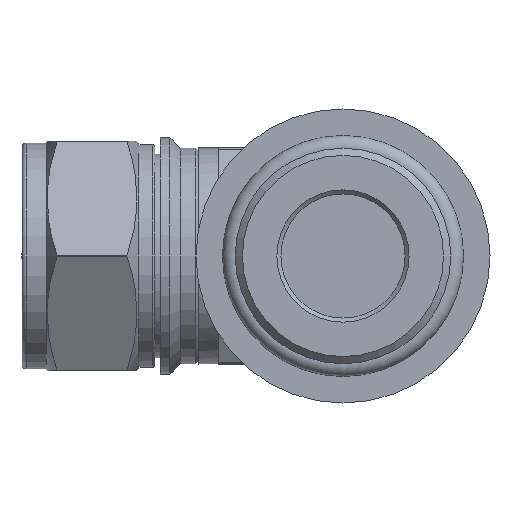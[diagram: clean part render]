
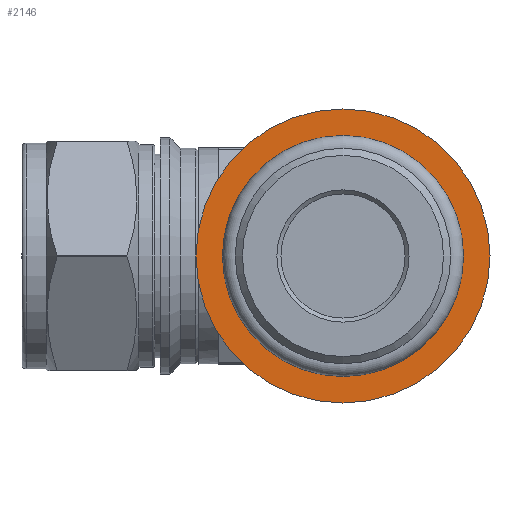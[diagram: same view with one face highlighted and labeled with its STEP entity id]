
A CAD part, front view. The second image highlights one B-rep face of the part: STEP entity #2146.
In plain terms, the highlighted planar face has unit normal (0, -1, 0).
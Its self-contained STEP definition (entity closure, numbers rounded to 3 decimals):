
#59=FACE_BOUND('',#719,.T.);
#460=PLANE('',#2393);
#568=FACE_OUTER_BOUND('',#718,.T.);
#718=EDGE_LOOP('',(#1792));
#719=EDGE_LOOP('',(#1793));
#862=CIRCLE('',#2392,18.35);
#863=CIRCLE('',#2394,13.575);
#1028=VERTEX_POINT('',#3768);
#1029=VERTEX_POINT('',#3772);
#1293=EDGE_CURVE('',#1028,#1028,#862,.T.);
#1294=EDGE_CURVE('',#1029,#1029,#863,.T.);
#1792=ORIENTED_EDGE('',*,*,#1293,.F.);
#1793=ORIENTED_EDGE('',*,*,#1294,.F.);
#2146=ADVANCED_FACE('',(#568,#59),#460,.T.);
#2392=AXIS2_PLACEMENT_3D('',#3770,#2939,#2940);
#2393=AXIS2_PLACEMENT_3D('',#3771,#2941,#2942);
#2394=AXIS2_PLACEMENT_3D('',#3773,#2943,#2944);
#2939=DIRECTION('center_axis',(0.,1.,0.));
#2940=DIRECTION('ref_axis',(1.,0.,0.));
#2941=DIRECTION('center_axis',(0.,-1.,0.));
#2942=DIRECTION('ref_axis',(0.,0.,
-1.));
#2943=DIRECTION('center_axis',(0.,-1.,0.));
#2944=DIRECTION('ref_axis',(0.,0.,
1.));
#3768=CARTESIAN_POINT('',(18.35,-30.7,0.));
#3770=CARTESIAN_POINT('Origin',(0.,-30.7,
0.));
#3771=CARTESIAN_POINT('Origin',(-18.35,-30.7,0.));
#3772=CARTESIAN_POINT('',(0.,-30.7,-13.575));
#3773=CARTESIAN_POINT('Origin',(0.,-30.7,
0.));
